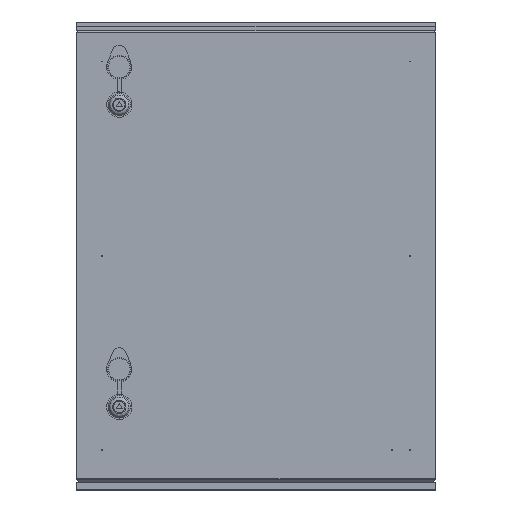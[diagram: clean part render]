
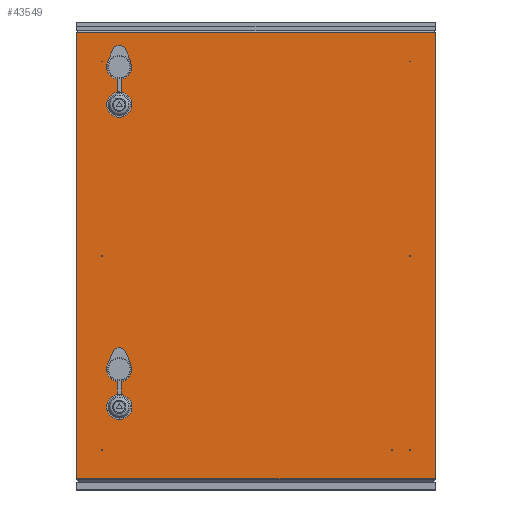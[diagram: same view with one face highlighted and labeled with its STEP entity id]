
A CAD part, top view. The second image highlights one B-rep face of the part: STEP entity #43549.
In plain terms, the highlighted planar face has unit normal (0, 0, 1).
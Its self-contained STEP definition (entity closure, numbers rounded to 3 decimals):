
#807 = DIRECTION ( 'NONE',  ( 0., 0., 1. ) ) ;
#929 = PLANE ( 'NONE',  #4317 ) ;
#1215 = CIRCLE ( 'NONE', #60240, 0.5 ) ;
#1880 = VERTEX_POINT ( 'NONE', #19949 ) ;
#2635 = ORIENTED_EDGE ( 'NONE', *, *, #55710, .F. ) ;
#2823 = EDGE_CURVE ( 'NONE', #38474, #38474, #10682, .T. ) ;
#2982 = DIRECTION ( 'NONE',  ( -1., 0., 0. ) ) ;
#4023 = CIRCLE ( 'NONE', #60960, 0.5 ) ;
#4317 = AXIS2_PLACEMENT_3D ( 'NONE', #54554, #11719, #49414 ) ;
#4646 = CARTESIAN_POINT ( 'NONE',  ( -249.034, 310., 112.9 ) ) ;
#7602 = DIRECTION ( 'NONE',  ( 0., 0., 1. ) ) ;
#8194 = EDGE_LOOP ( 'NONE', ( #23659, #43930, #33564, #19919 ) ) ;
#8565 = VERTEX_POINT ( 'NONE', #15678 ) ;
#9263 = VERTEX_POINT ( 'NONE', #52806 ) ;
#9511 = CARTESIAN_POINT ( 'NONE',  ( 213.966, -270., 112.9 ) ) ;
#10682 = CIRCLE ( 'NONE', #34514, 0.5 ) ;
#11719 = DIRECTION ( 'NONE',  ( 0., 0., -1. ) ) ;
#11855 = CIRCLE ( 'NONE', #18035, 17.5 ) ;
#12734 = CIRCLE ( 'NONE', #46426, 0.5 ) ;
#12974 = ORIENTED_EDGE ( 'NONE', *, *, #28053, .F. ) ;
#13260 = LINE ( 'NONE', #52943, #13687 ) ;
#13435 = CARTESIAN_POINT ( 'NONE',  ( -190.034, 227.5, 112.9 ) ) ;
#13643 = CARTESIAN_POINT ( 'NONE',  ( 213.966, 0., 112.9 ) ) ;
#13687 = VECTOR ( 'NONE', #31567, 1000. ) ;
#14149 = VERTEX_POINT ( 'NONE', #51392 ) ;
#14922 = DIRECTION ( 'NONE',  ( -1., 0., 0. ) ) ;
#15678 = CARTESIAN_POINT ( 'NONE',  ( 213.466, 0., 112.9 ) ) ;
#15758 = CARTESIAN_POINT ( 'NONE',  ( -0.034, 310., 112.9 ) ) ;
#16790 = CARTESIAN_POINT ( 'NONE',  ( -0.034, -310., 112.9 ) ) ;
#17846 = CIRCLE ( 'NONE', #41674, 17.5 ) ;
#18035 = AXIS2_PLACEMENT_3D ( 'NONE', #18461, #56102, #23889 ) ;
#18461 = CARTESIAN_POINT ( 'NONE',  ( -190.034, -210., 112.9 ) ) ;
#19029 = DIRECTION ( 'NONE',  ( -1., 0., 0. ) ) ;
#19919 = ORIENTED_EDGE ( 'NONE', *, *, #43820, .F. ) ;
#19949 = CARTESIAN_POINT ( 'NONE',  ( -214.534, 0., 112.9 ) ) ;
#21189 = DIRECTION ( 'NONE',  ( 1., 0., 0. ) ) ;
#21679 = ORIENTED_EDGE ( 'NONE', *, *, #67009, .F. ) ;
#22203 = ORIENTED_EDGE ( 'NONE', *, *, #47418, .F. ) ;
#22667 = EDGE_CURVE ( 'NONE', #9263, #14149, #13260, .T. ) ;
#23659 = ORIENTED_EDGE ( 'NONE', *, *, #24709, .F. ) ;
#23889 = DIRECTION ( 'NONE',  ( 0., 1., 0. ) ) ;
#24418 = DIRECTION ( 'NONE',  ( 0., 1., 0. ) ) ;
#24486 = VERTEX_POINT ( 'NONE', #49373 ) ;
#24709 = EDGE_CURVE ( 'NONE', #14149, #51874, #49846, .T. ) ;
#27166 = EDGE_LOOP ( 'NONE', ( #2635 ) ) ;
#27469 = CARTESIAN_POINT ( 'NONE',  ( 213.966, 270., 112.9 ) ) ;
#28053 = EDGE_CURVE ( 'NONE', #29929, #29929, #17846, .T. ) ;
#28945 = DIRECTION ( 'NONE',  ( 0., 0., 1. ) ) ;
#29929 = VERTEX_POINT ( 'NONE', #13435 ) ;
#31567 = DIRECTION ( 'NONE',  ( 0., -1., 0. ) ) ;
#31827 = FACE_BOUND ( 'NONE', #42438, .T. ) ;
#32013 = ORIENTED_EDGE ( 'NONE', *, *, #50126, .F. ) ;
#32348 = CIRCLE ( 'NONE', #45821, 0.5 ) ;
#32582 = FACE_BOUND ( 'NONE', #66945, .T. ) ;
#32646 = FACE_BOUND ( 'NONE', #52988, .T. ) ;
#32836 = FACE_BOUND ( 'NONE', #38083, .T. ) ;
#32882 = DIRECTION ( 'NONE',  ( -1., 0., 0. ) ) ;
#32918 = FACE_BOUND ( 'NONE', #40678, .T. ) ;
#32983 = FACE_BOUND ( 'NONE', #27166, .T. ) ;
#33054 = FACE_BOUND ( 'NONE', #41586, .T. ) ;
#33068 = CARTESIAN_POINT ( 'NONE',  ( 188.966, -270., 112.9 ) ) ;
#33195 = FACE_BOUND ( 'NONE', #44683, .T. ) ;
#33271 = FACE_OUTER_BOUND ( 'NONE', #8194, .T. ) ;
#33427 = FACE_BOUND ( 'NONE', #36112, .T. ) ;
#33546 = CIRCLE ( 'NONE', #33873, 0.5 ) ;
#33564 = ORIENTED_EDGE ( 'NONE', *, *, #36257, .F. ) ;
#33634 = CARTESIAN_POINT ( 'NONE',  ( 188.466, -270., 112.9 ) ) ;
#33772 = CIRCLE ( 'NONE', #68056, 0.5 ) ;
#33873 = AXIS2_PLACEMENT_3D ( 'NONE', #33068, #807, #38493 ) ;
#34514 = AXIS2_PLACEMENT_3D ( 'NONE', #61711, #61645, #61630 ) ;
#35251 = DIRECTION ( 'NONE',  ( 0., 0., 1. ) ) ;
#36112 = EDGE_LOOP ( 'NONE', ( #21679 ) ) ;
#36257 = EDGE_CURVE ( 'NONE', #37339, #9263, #48562, .T. ) ;
#36870 = LINE ( 'NONE', #56419, #36978 ) ;
#36945 = CARTESIAN_POINT ( 'NONE',  ( -214.534, -270., 112.9 ) ) ;
#36978 = VECTOR ( 'NONE', #24418, 1000. ) ;
#37339 = VERTEX_POINT ( 'NONE', #4646 ) ;
#38083 = EDGE_LOOP ( 'NONE', ( #46363 ) ) ;
#38474 = VERTEX_POINT ( 'NONE', #61439 ) ;
#38493 = DIRECTION ( 'NONE',  ( -1., 0., 0. ) ) ;
#38799 = ORIENTED_EDGE ( 'NONE', *, *, #64095, .F. ) ;
#38940 = ORIENTED_EDGE ( 'NONE', *, *, #2823, .F. ) ;
#38968 = VERTEX_POINT ( 'NONE', #51795 ) ;
#39885 = CARTESIAN_POINT ( 'NONE',  ( -190.034, 210., 112.9 ) ) ;
#40678 = EDGE_LOOP ( 'NONE', ( #22203 ) ) ;
#41586 = EDGE_LOOP ( 'NONE', ( #63114 ) ) ;
#41674 = AXIS2_PLACEMENT_3D ( 'NONE', #39885, #7602, #45287 ) ;
#42438 = EDGE_LOOP ( 'NONE', ( #38799 ) ) ;
#43549 = ADVANCED_FACE ( 'NONE', ( #32582, #32918, #32646, #32836, #31827, #32983, #33054, #33195, #33271, #33427 ), #929, .F. ) ;
#43820 = EDGE_CURVE ( 'NONE', #51874, #37339, #36870, .T. ) ;
#43930 = ORIENTED_EDGE ( 'NONE', *, *, #22667, .F. ) ;
#44683 = EDGE_LOOP ( 'NONE', ( #38940 ) ) ;
#45287 = DIRECTION ( 'NONE',  ( 0., 1., 0. ) ) ;
#45821 = AXIS2_PLACEMENT_3D ( 'NONE', #67324, #35251, #2982 ) ;
#46363 = ORIENTED_EDGE ( 'NONE', *, *, #57745, .F. ) ;
#46426 = AXIS2_PLACEMENT_3D ( 'NONE', #61044, #28945, #66447 ) ;
#47199 = DIRECTION ( 'NONE',  ( 0., 0., 1. ) ) ;
#47418 = EDGE_CURVE ( 'NONE', #64948, #64948, #33546, .T. ) ;
#48562 = LINE ( 'NONE', #15758, #48636 ) ;
#48636 = VECTOR ( 'NONE', #21189, 1000. ) ;
#49373 = CARTESIAN_POINT ( 'NONE',  ( 213.466, -270., 112.9 ) ) ;
#49414 = DIRECTION ( 'NONE',  ( -1., 0., 0. ) ) ;
#49846 = LINE ( 'NONE', #16790, #50437 ) ;
#50126 = EDGE_CURVE ( 'NONE', #38968, #38968, #4023, .T. ) ;
#50437 = VECTOR ( 'NONE', #54480, 1000. ) ;
#51327 = DIRECTION ( 'NONE',  ( 0., 0., 1. ) ) ;
#51392 = CARTESIAN_POINT ( 'NONE',  ( 248.966, -310., 112.9 ) ) ;
#51795 = CARTESIAN_POINT ( 'NONE',  ( 213.466, 270., 112.9 ) ) ;
#51874 = VERTEX_POINT ( 'NONE', #68955 ) ;
#52146 = EDGE_CURVE ( 'NONE', #1880, #1880, #32348, .T. ) ;
#52806 = CARTESIAN_POINT ( 'NONE',  ( 248.966, 310., 112.9 ) ) ;
#52943 = CARTESIAN_POINT ( 'NONE',  ( 248.966, 0., 112.9 ) ) ;
#52988 = EDGE_LOOP ( 'NONE', ( #32013 ) ) ;
#54480 = DIRECTION ( 'NONE',  ( -1., 0., 0. ) ) ;
#54554 = CARTESIAN_POINT ( 'NONE',  ( -0.034, 0., 112.9 ) ) ;
#55594 = VERTEX_POINT ( 'NONE', #65969 ) ;
#55710 = EDGE_CURVE ( 'NONE', #56551, #56551, #12734, .T. ) ;
#56102 = DIRECTION ( 'NONE',  ( 0., 0., 1. ) ) ;
#56419 = CARTESIAN_POINT ( 'NONE',  ( -249.034, 0., 112.9 ) ) ;
#56551 = VERTEX_POINT ( 'NONE', #36945 ) ;
#57745 = EDGE_CURVE ( 'NONE', #8565, #8565, #33772, .T. ) ;
#60240 = AXIS2_PLACEMENT_3D ( 'NONE', #9511, #47199, #14922 ) ;
#60960 = AXIS2_PLACEMENT_3D ( 'NONE', #27469, #64992, #32882 ) ;
#61044 = CARTESIAN_POINT ( 'NONE',  ( -214.034, -270., 112.9 ) ) ;
#61439 = CARTESIAN_POINT ( 'NONE',  ( -214.534, 270., 112.9 ) ) ;
#61630 = DIRECTION ( 'NONE',  ( -1., 0., 0. ) ) ;
#61645 = DIRECTION ( 'NONE',  ( 0., 0., 1. ) ) ;
#61711 = CARTESIAN_POINT ( 'NONE',  ( -214.034, 270., 112.9 ) ) ;
#63114 = ORIENTED_EDGE ( 'NONE', *, *, #52146, .F. ) ;
#64095 = EDGE_CURVE ( 'NONE', #24486, #24486, #1215, .T. ) ;
#64948 = VERTEX_POINT ( 'NONE', #33634 ) ;
#64992 = DIRECTION ( 'NONE',  ( 0., 0., 1. ) ) ;
#65969 = CARTESIAN_POINT ( 'NONE',  ( -190.034, -192.5, 112.9 ) ) ;
#66447 = DIRECTION ( 'NONE',  ( -1., 0., 0. ) ) ;
#66945 = EDGE_LOOP ( 'NONE', ( #12974 ) ) ;
#67009 = EDGE_CURVE ( 'NONE', #55594, #55594, #11855, .T. ) ;
#67324 = CARTESIAN_POINT ( 'NONE',  ( -214.034, 0., 112.9 ) ) ;
#68056 = AXIS2_PLACEMENT_3D ( 'NONE', #13643, #51327, #19029 ) ;
#68955 = CARTESIAN_POINT ( 'NONE',  ( -249.034, -310., 112.9 ) ) ;
